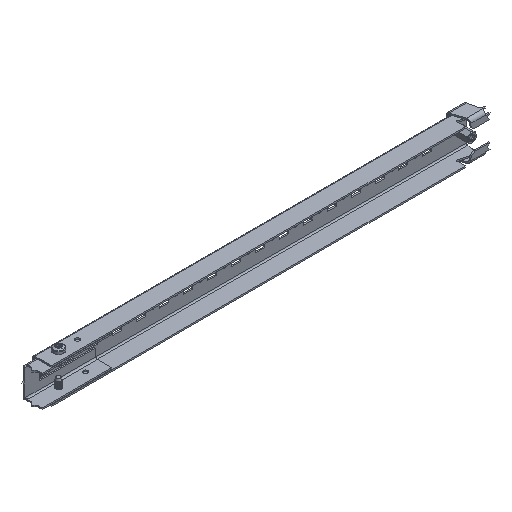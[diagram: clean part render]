
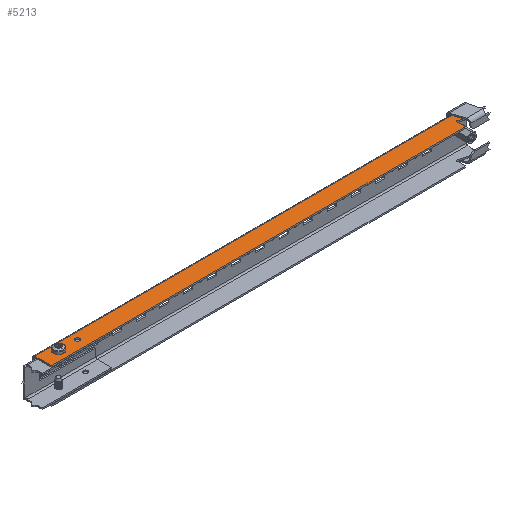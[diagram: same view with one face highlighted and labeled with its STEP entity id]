
A CAD part, isometric view. The second image highlights one B-rep face of the part: STEP entity #5213.
In plain terms, the highlighted planar face has unit normal (0, 0, 1).
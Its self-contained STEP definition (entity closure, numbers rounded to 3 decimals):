
#38 = VECTOR ( 'NONE', #3970, 1000. ) ;
#89 = CARTESIAN_POINT ( 'NONE',  ( 226.5, -20.124, 18.484 ) ) ;
#460 = ORIENTED_EDGE ( 'NONE', *, *, #13858, .T. ) ;
#663 = VECTOR ( 'NONE', #14730, 1000. ) ;
#861 = VERTEX_POINT ( 'NONE', #1053 ) ;
#1053 = CARTESIAN_POINT ( 'NONE',  ( -226.5, -3., 18.484 ) ) ;
#1160 = CIRCLE ( 'NONE', #2590, 2.25 ) ;
#1190 = DIRECTION ( 'NONE',  ( 0., -1., 0. ) ) ;
#1204 = DIRECTION ( 'NONE',  ( 0., -1., 0. ) ) ;
#1275 = CARTESIAN_POINT ( 'NONE',  ( -189., -10.124, 18.484 ) ) ;
#1317 = ORIENTED_EDGE ( 'NONE', *, *, #12268, .F. ) ;
#1457 = DIRECTION ( 'NONE',  ( 0., 0., 1. ) ) ;
#1634 = DIRECTION ( 'NONE',  ( 0., -1., 0. ) ) ;
#1644 = DIRECTION ( 'NONE',  ( 0., 1., 0. ) ) ;
#1708 = ORIENTED_EDGE ( 'NONE', *, *, #3475, .T. ) ;
#2006 = VERTEX_POINT ( 'NONE', #10116 ) ;
#2271 = DIRECTION ( 'NONE',  ( 0., -1., 0. ) ) ;
#2281 = CARTESIAN_POINT ( 'NONE',  ( -209., -7.874, 18.484 ) ) ;
#2289 = EDGE_LOOP ( 'NONE', ( #12745, #3037 ) ) ;
#2530 = ORIENTED_EDGE ( 'NONE', *, *, #11263, .T. ) ;
#2534 = LINE ( 'NONE', #5441, #663 ) ;
#2590 = AXIS2_PLACEMENT_3D ( 'NONE', #14371, #17007, #2271 ) ;
#2597 = ORIENTED_EDGE ( 'NONE', *, *, #13365, .F. ) ;
#2636 = AXIS2_PLACEMENT_3D ( 'NONE', #3727, #7715, #5062 ) ;
#2847 = CARTESIAN_POINT ( 'NONE',  ( 222.9, -13.817, 18.484 ) ) ;
#2861 = VERTEX_POINT ( 'NONE', #5486 ) ;
#2864 = VECTOR ( 'NONE', #7344, 1000. ) ;
#2971 = AXIS2_PLACEMENT_3D ( 'NONE', #12721, #12807, #4574 ) ;
#3037 = ORIENTED_EDGE ( 'NONE', *, *, #6038, .F. ) ;
#3063 = DIRECTION ( 'NONE',  ( 0., -1., 0. ) ) ;
#3075 = CIRCLE ( 'NONE', #5598, 2.25 ) ;
#3085 = CARTESIAN_POINT ( 'NONE',  ( 207.776, -10.521, 18.484 ) ) ;
#3170 = CARTESIAN_POINT ( 'NONE',  ( -209., -12.374, 18.484 ) ) ;
#3197 = ORIENTED_EDGE ( 'NONE', *, *, #6262, .F. ) ;
#3475 = EDGE_CURVE ( 'NONE', #12747, #861, #11382, .T. ) ;
#3727 = CARTESIAN_POINT ( 'NONE',  ( 0., 15.676, 18.484 ) ) ;
#3847 = LINE ( 'NONE', #14643, #15204 ) ;
#3941 = EDGE_CURVE ( 'NONE', #2006, #13296, #16162, .T. ) ;
#3970 = DIRECTION ( 'NONE',  ( 1., 0., 0. ) ) ;
#3992 = PLANE ( 'NONE',  #2636 ) ;
#4040 = VERTEX_POINT ( 'NONE', #3170 ) ;
#4196 = DIRECTION ( 'NONE',  ( 0., 0., -1. ) ) ;
#4355 = EDGE_CURVE ( 'NONE', #861, #7183, #3847, .T. ) ;
#4490 = CIRCLE ( 'NONE', #12441, 2.25 ) ;
#4574 = DIRECTION ( 'NONE',  ( 0., 1., 0. ) ) ;
#4634 = EDGE_CURVE ( 'NONE', #2861, #15900, #9949, .T. ) ;
#4686 = EDGE_CURVE ( 'NONE', #4040, #15793, #3075, .T. ) ;
#4787 = LINE ( 'NONE', #5923, #2864 ) ;
#4838 = CARTESIAN_POINT ( 'NONE',  ( 206.5, -20.124, 18.484 ) ) ;
#5062 = DIRECTION ( 'NONE',  ( 0., -1., 0. ) ) ;
#5083 = CARTESIAN_POINT ( 'NONE',  ( 226.5, -5.974, 18.484 ) ) ;
#5213 = ADVANCED_FACE ( 'NONE', ( #17156, #6557, #5326 ), #3992, .T. ) ;
#5324 = ORIENTED_EDGE ( 'NONE', *, *, #15749, .F. ) ;
#5326 = FACE_OUTER_BOUND ( 'NONE', #10112, .T. ) ;
#5441 = CARTESIAN_POINT ( 'NONE',  ( 226.5, -20.124, 18.484 ) ) ;
#5486 = CARTESIAN_POINT ( 'NONE',  ( 206.5, -11.482, 18.484 ) ) ;
#5551 = DIRECTION ( 'NONE',  ( 0., -1., 0. ) ) ;
#5598 = AXIS2_PLACEMENT_3D ( 'NONE', #7019, #8443, #1634 ) ;
#5899 = CARTESIAN_POINT ( 'NONE',  ( 226.5, -3., 18.484 ) ) ;
#5923 = CARTESIAN_POINT ( 'NONE',  ( 223.851, -14.126, 18.484 ) ) ;
#6021 = VERTEX_POINT ( 'NONE', #5083 ) ;
#6038 = EDGE_CURVE ( 'NONE', #15793, #4040, #1160, .T. ) ;
#6176 = ORIENTED_EDGE ( 'NONE', *, *, #3941, .F. ) ;
#6262 = EDGE_CURVE ( 'NONE', #6021, #6766, #4787, .T. ) ;
#6557 = FACE_BOUND ( 'NONE', #2289, .T. ) ;
#6626 = LINE ( 'NONE', #89, #38 ) ;
#6766 = VERTEX_POINT ( 'NONE', #12140 ) ;
#6783 = CARTESIAN_POINT ( 'NONE',  ( 207.776, -10.521, 18.484 ) ) ;
#7019 = CARTESIAN_POINT ( 'NONE',  ( -209., -10.124, 18.484 ) ) ;
#7183 = VERTEX_POINT ( 'NONE', #16677 ) ;
#7194 = CIRCLE ( 'NONE', #2971, 1. ) ;
#7238 = ORIENTED_EDGE ( 'NONE', *, *, #8676, .F. ) ;
#7344 = DIRECTION ( 'NONE',  ( -0.309, -0.951, 0. ) ) ;
#7488 = VECTOR ( 'NONE', #3063, 1000. ) ;
#7620 = VERTEX_POINT ( 'NONE', #12280 ) ;
#7651 = DIRECTION ( 'NONE',  ( -1., 0., 0. ) ) ;
#7715 = DIRECTION ( 'NONE',  ( 0., 0., 1. ) ) ;
#7754 = VECTOR ( 'NONE', #7651, 1000. ) ;
#7932 = ORIENTED_EDGE ( 'NONE', *, *, #4634, .F. ) ;
#8443 = DIRECTION ( 'NONE',  ( 0., 0., 1. ) ) ;
#8676 = EDGE_CURVE ( 'NONE', #11065, #2006, #12538, .T. ) ;
#9081 = CARTESIAN_POINT ( 'NONE',  ( 0., -3., 18.484 ) ) ;
#9281 = VERTEX_POINT ( 'NONE', #9568 ) ;
#9568 = CARTESIAN_POINT ( 'NONE',  ( -189., -7.874, 18.484 ) ) ;
#9949 = LINE ( 'NONE', #11367, #7488 ) ;
#10112 = EDGE_LOOP ( 'NONE', ( #460, #1708, #16261, #2530, #7932, #14800, #6176, #7238, #1317, #3197 ) ) ;
#10116 = CARTESIAN_POINT ( 'NONE',  ( 222.624, -14.779, 18.484 ) ) ;
#11065 = VERTEX_POINT ( 'NONE', #17052 ) ;
#11263 = EDGE_CURVE ( 'NONE', #7183, #15900, #6626, .T. ) ;
#11367 = CARTESIAN_POINT ( 'NONE',  ( 206.5, -20.124, 18.484 ) ) ;
#11382 = LINE ( 'NONE', #9081, #7754 ) ;
#11848 = AXIS2_PLACEMENT_3D ( 'NONE', #12532, #4196, #1644 ) ;
#12118 = DIRECTION ( 'NONE',  ( -0.961, 0.276, 0. ) ) ;
#12140 = CARTESIAN_POINT ( 'NONE',  ( 223.851, -14.126, 18.484 ) ) ;
#12268 = EDGE_CURVE ( 'NONE', #6766, #11065, #15214, .T. ) ;
#12280 = CARTESIAN_POINT ( 'NONE',  ( -189., -12.374, 18.484 ) ) ;
#12298 = DIRECTION ( 'NONE',  ( 0., 0., 1. ) ) ;
#12312 = AXIS2_PLACEMENT_3D ( 'NONE', #12383, #12298, #5551 ) ;
#12383 = CARTESIAN_POINT ( 'NONE',  ( -189., -10.124, 18.484 ) ) ;
#12441 = AXIS2_PLACEMENT_3D ( 'NONE', #1275, #1457, #1190 ) ;
#12532 = CARTESIAN_POINT ( 'NONE',  ( 222.9, -13.817, 18.484 ) ) ;
#12538 = CIRCLE ( 'NONE', #12800, 1. ) ;
#12578 = DIRECTION ( 'NONE',  ( 0., 0., -1. ) ) ;
#12721 = CARTESIAN_POINT ( 'NONE',  ( 207.5, -11.482, 18.484 ) ) ;
#12745 = ORIENTED_EDGE ( 'NONE', *, *, #4686, .F. ) ;
#12747 = VERTEX_POINT ( 'NONE', #5899 ) ;
#12800 = AXIS2_PLACEMENT_3D ( 'NONE', #2847, #12578, #16442 ) ;
#12807 = DIRECTION ( 'NONE',  ( 0., 0., 1. ) ) ;
#13296 = VERTEX_POINT ( 'NONE', #3085 ) ;
#13365 = EDGE_CURVE ( 'NONE', #9281, #7620, #4490, .T. ) ;
#13858 = EDGE_CURVE ( 'NONE', #6021, #12747, #2534, .T. ) ;
#14371 = CARTESIAN_POINT ( 'NONE',  ( -209., -10.124, 18.484 ) ) ;
#14643 = CARTESIAN_POINT ( 'NONE',  ( -226.5, -20.124, 18.484 ) ) ;
#14730 = DIRECTION ( 'NONE',  ( 0., 1., 0. ) ) ;
#14800 = ORIENTED_EDGE ( 'NONE', *, *, #16818, .F. ) ;
#15204 = VECTOR ( 'NONE', #1204, 1000. ) ;
#15214 = CIRCLE ( 'NONE', #11848, 1. ) ;
#15749 = EDGE_CURVE ( 'NONE', #7620, #9281, #16783, .T. ) ;
#15793 = VERTEX_POINT ( 'NONE', #2281 ) ;
#15900 = VERTEX_POINT ( 'NONE', #4838 ) ;
#16124 = EDGE_LOOP ( 'NONE', ( #5324, #2597 ) ) ;
#16162 = LINE ( 'NONE', #6783, #16589 ) ;
#16261 = ORIENTED_EDGE ( 'NONE', *, *, #4355, .T. ) ;
#16442 = DIRECTION ( 'NONE',  ( 0., 1., 0. ) ) ;
#16589 = VECTOR ( 'NONE', #12118, 1000. ) ;
#16677 = CARTESIAN_POINT ( 'NONE',  ( -226.5, -20.124, 18.484 ) ) ;
#16783 = CIRCLE ( 'NONE', #12312, 2.25 ) ;
#16818 = EDGE_CURVE ( 'NONE', #13296, #2861, #7194, .T. ) ;
#17007 = DIRECTION ( 'NONE',  ( 0., 0., 1. ) ) ;
#17052 = CARTESIAN_POINT ( 'NONE',  ( 222.9, -14.817, 18.484 ) ) ;
#17156 = FACE_BOUND ( 'NONE', #16124, .T. ) ;
